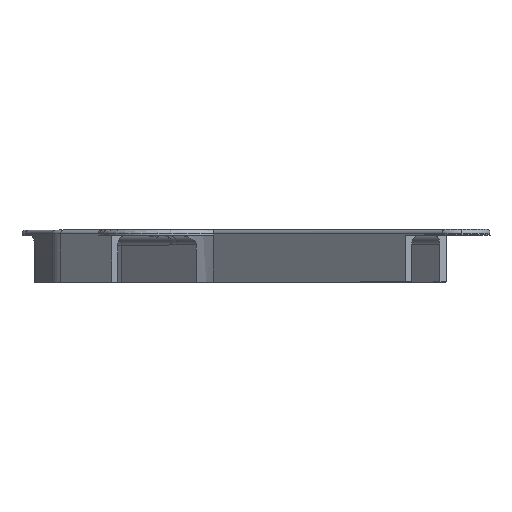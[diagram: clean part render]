
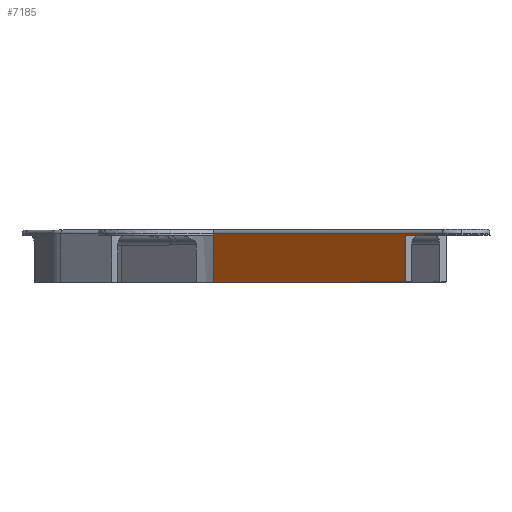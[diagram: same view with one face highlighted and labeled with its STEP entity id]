
A CAD part, top view. The second image highlights one B-rep face of the part: STEP entity #7185.
In plain terms, the highlighted planar face has unit normal (-0.695, 0, 0.72).
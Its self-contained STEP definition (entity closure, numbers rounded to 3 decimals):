
#71 = ORIENTED_EDGE ( 'NONE', *, *, #322, .T. ) ;
#104 = EDGE_CURVE ( 'NONE', #2884, #6659, #5308, .T. ) ;
#142 = DIRECTION ( 'NONE',  ( 0., 1., 0. ) ) ;
#191 = LINE ( 'NONE', #4037, #772 ) ;
#294 = VERTEX_POINT ( 'NONE', #885 ) ;
#322 = EDGE_CURVE ( 'NONE', #7078, #2493, #7974, .T. ) ;
#347 = EDGE_CURVE ( 'NONE', #294, #7078, #7737, .T. ) ;
#400 = PLANE ( 'NONE',  #6887 ) ;
#772 = VECTOR ( 'NONE', #7809, 1000. ) ;
#853 = EDGE_CURVE ( 'NONE', #8085, #294, #2310, .T. ) ;
#885 = CARTESIAN_POINT ( 'NONE',  ( 147.59, 25.863, 170.716 ) ) ;
#1157 = VECTOR ( 'NONE', #1469, 1000. ) ;
#1217 = ORIENTED_EDGE ( 'NONE', *, *, #104, .F. ) ;
#1427 = DIRECTION ( 'NONE',  ( 0., 1., 0. ) ) ;
#1469 = DIRECTION ( 'NONE',  ( 0.719, 0., 0.694 ) ) ;
#1520 = DIRECTION ( 'NONE',  ( 0., 1., 0. ) ) ;
#1545 = VECTOR ( 'NONE', #4940, 1000. ) ;
#1562 = CARTESIAN_POINT ( 'NONE',  ( 45.219, 25.863, 71.902 ) ) ;
#1889 = ORIENTED_EDGE ( 'NONE', *, *, #347, .T. ) ;
#1893 = CARTESIAN_POINT ( 'NONE',  ( 167.352, 26.863, 189.791 ) ) ;
#1931 = ORIENTED_EDGE ( 'NONE', *, *, #6478, .T. ) ;
#2118 = CARTESIAN_POINT ( 'NONE',  ( 45.219, 0.863, 71.902 ) ) ;
#2161 = ORIENTED_EDGE ( 'NONE', *, *, #7461, .F. ) ;
#2310 = LINE ( 'NONE', #3697, #1545 ) ;
#2493 = VERTEX_POINT ( 'NONE', #1893 ) ;
#2661 = EDGE_CURVE ( 'NONE', #6659, #2493, #4804, .T. ) ;
#2884 = VERTEX_POINT ( 'NONE', #3796 ) ;
#2915 = CARTESIAN_POINT ( 'NONE',  ( -36.12, 25.863, -6.611 ) ) ;
#2954 = FACE_OUTER_BOUND ( 'NONE', #6406, .T. ) ;
#3280 = LINE ( 'NONE', #7210, #7417 ) ;
#3350 = CARTESIAN_POINT ( 'NONE',  ( -36.12, 25.863, -6.611 ) ) ;
#3479 = DIRECTION ( 'NONE',  ( 0.719, 0., 0.694 ) ) ;
#3697 = CARTESIAN_POINT ( 'NONE',  ( 147.59, 0.863, 170.716 ) ) ;
#3796 = CARTESIAN_POINT ( 'NONE',  ( 45.219, 25.863, 71.902 ) ) ;
#4037 = CARTESIAN_POINT ( 'NONE',  ( -36.12, 0.863, -6.611 ) ) ;
#4623 = CARTESIAN_POINT ( 'NONE',  ( 147.59, 0.863, 170.716 ) ) ;
#4786 = DIRECTION ( 'NONE',  ( 0.694, 0., -0.719 ) ) ;
#4804 = LINE ( 'NONE', #7322, #7057 ) ;
#4940 = DIRECTION ( 'NONE',  ( 0., 1., 0. ) ) ;
#5269 = VECTOR ( 'NONE', #1427, 1000. ) ;
#5308 = LINE ( 'NONE', #1562, #6066 ) ;
#5569 = ORIENTED_EDGE ( 'NONE', *, *, #2661, .F. ) ;
#5763 = CARTESIAN_POINT ( 'NONE',  ( 45.219, 26.863, 71.902 ) ) ;
#5851 = CARTESIAN_POINT ( 'NONE',  ( 167.352, 25.863, 189.791 ) ) ;
#6066 = VECTOR ( 'NONE', #1520, 1000. ) ;
#6279 = CARTESIAN_POINT ( 'NONE',  ( 167.352, 25.863, 189.791 ) ) ;
#6406 = EDGE_LOOP ( 'NONE', ( #1217, #2161, #1931, #8095, #1889, #71, #5569 ) ) ;
#6478 = EDGE_CURVE ( 'NONE', #8153, #8085, #191, .T. ) ;
#6659 = VERTEX_POINT ( 'NONE', #5763 ) ;
#6887 = AXIS2_PLACEMENT_3D ( 'NONE', #2915, #4786, #7259 ) ;
#7057 = VECTOR ( 'NONE', #3479, 1000. ) ;
#7078 = VERTEX_POINT ( 'NONE', #6279 ) ;
#7185 = ADVANCED_FACE ( 'NONE', ( #2954 ), #400, .F. ) ;
#7210 = CARTESIAN_POINT ( 'NONE',  ( 45.219, 0.863, 71.902 ) ) ;
#7259 = DIRECTION ( 'NONE',  ( -0.719, 0., -0.694 ) ) ;
#7322 = CARTESIAN_POINT ( 'NONE',  ( -36.12, 26.863, -6.611 ) ) ;
#7417 = VECTOR ( 'NONE', #142, 1000. ) ;
#7461 = EDGE_CURVE ( 'NONE', #8153, #2884, #3280, .T. ) ;
#7737 = LINE ( 'NONE', #3350, #1157 ) ;
#7809 = DIRECTION ( 'NONE',  ( 0.719, 0., 0.694 ) ) ;
#7974 = LINE ( 'NONE', #5851, #5269 ) ;
#8085 = VERTEX_POINT ( 'NONE', #4623 ) ;
#8095 = ORIENTED_EDGE ( 'NONE', *, *, #853, .T. ) ;
#8153 = VERTEX_POINT ( 'NONE', #2118 ) ;
